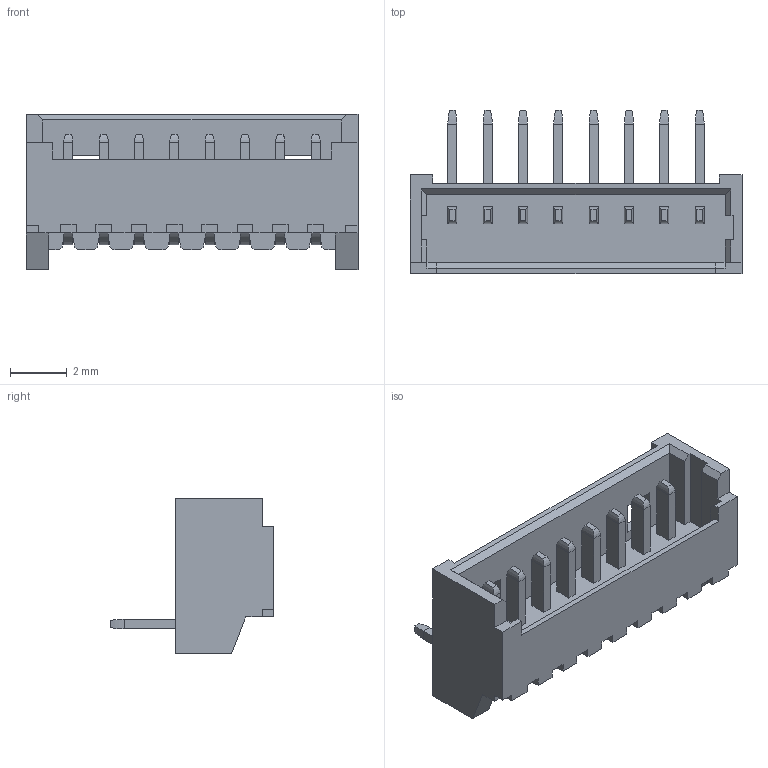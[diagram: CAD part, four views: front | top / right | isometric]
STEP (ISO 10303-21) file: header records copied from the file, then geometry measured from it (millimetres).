
FILE_DESCRIPTION((''),'2;1');
FILE_NAME('530480810','2013-12-04T',('me'),(''),'PRO/ENGINEER BY PARAMETRIC TECHNOLOGY CORPORATION, 2011490','PRO/ENGINEER BY PARAMETRIC TECHNOLOGY CORPORATION, 2011490','');
FILE_SCHEMA(('CONFIG_CONTROL_DESIGN'));
Length unit declared in the file: millimetre
Products named in the file (1): 530480810
Bounding box: 11.75 x 5.8 x 5.5 mm (x, y, z)
Volume: 90 mm3; surface area: 342.8 mm2
Topology: 1 solids, 1 shells, 306 faces, 804 edges, 508 vertices
Faces by surface type: plane 234, bspline 64, cylinder 8
Entity records: 10779 total; most frequent: CARTESIAN_POINT 3523, ORIENTED_EDGE 1576, DIRECTION 1274, EDGE_CURVE 788, VECTOR 692, LINE 692, VERTEX_POINT 492, EDGE_LOOP 318
